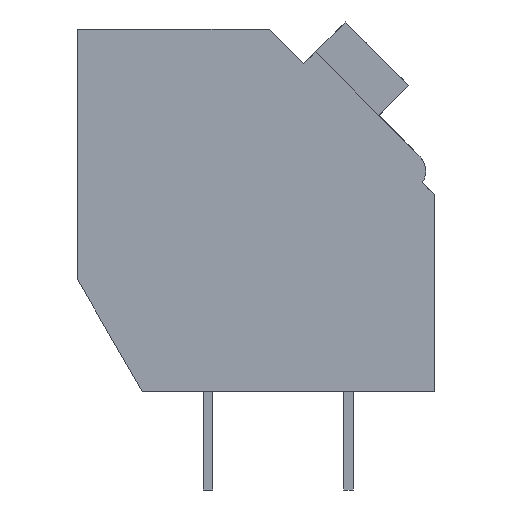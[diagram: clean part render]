
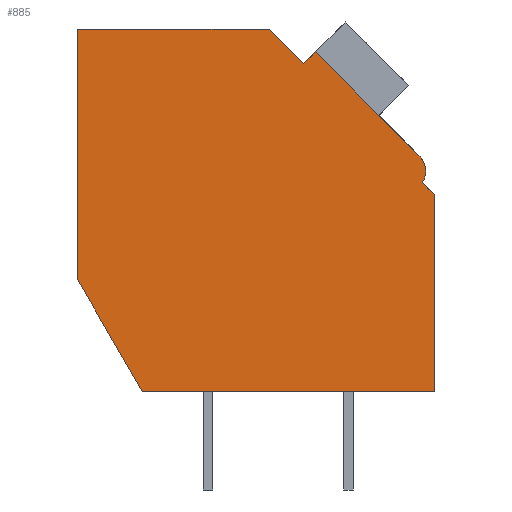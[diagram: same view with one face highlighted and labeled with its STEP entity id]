
A CAD part, left-side view. The second image highlights one B-rep face of the part: STEP entity #885.
In plain terms, the highlighted planar face has unit normal (-1, 0, 0).
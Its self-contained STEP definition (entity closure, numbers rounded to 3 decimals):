
#817=AXIS2_PLACEMENT_3D('Plane Axis2P3D',#814,#815,#816) ;
#828=AXIS2_PLACEMENT_3D('Circle Axis2P3D',#826,#827,$) ;
#49=CARTESIAN_POINT('Vertex',(0.,0.,3.5)) ;
#52=CARTESIAN_POINT('Line Origine',(0.,5.199,3.5)) ;
#56=CARTESIAN_POINT('Vertex',(0.,10.399,3.5)) ;
#135=CARTESIAN_POINT('Vertex',(0.,0.,10.518)) ;
#140=CARTESIAN_POINT('Line Origine',(0.,0.,7.009)) ;
#814=CARTESIAN_POINT('Axis2P3D Location',(0.,12.7,0.)) ;
#819=CARTESIAN_POINT('Line Origine',(0.,0.212,10.731)) ;
#823=CARTESIAN_POINT('Vertex',(0.,0.424,10.943)) ;
#826=CARTESIAN_POINT('Axis2P3D Location',(0.,1.113,11.349)) ;
#830=CARTESIAN_POINT('Vertex',(0.,0.548,11.915)) ;
#833=CARTESIAN_POINT('Line Origine',(0.,2.391,13.758)) ;
#837=CARTESIAN_POINT('Vertex',(0.,4.234,15.601)) ;
#840=CARTESIAN_POINT('Line Origine',(0.,4.446,15.389)) ;
#844=CARTESIAN_POINT('Vertex',(0.,4.659,15.177)) ;
#847=CARTESIAN_POINT('Line Origine',(0.,5.27,15.788)) ;
#851=CARTESIAN_POINT('Vertex',(0.,5.882,16.4)) ;
#854=CARTESIAN_POINT('Line Origine',(0.,9.291,16.4)) ;
#858=CARTESIAN_POINT('Vertex',(0.,12.7,16.4)) ;
#861=CARTESIAN_POINT('Line Origine',(0.,12.7,11.943)) ;
#865=CARTESIAN_POINT('Vertex',(0.,12.7,7.485)) ;
#868=CARTESIAN_POINT('Line Origine',(0.,11.55,5.493)) ;
#53=DIRECTION('Vector Direction',(0.,-1.,0.)) ;
#141=DIRECTION('Vector Direction',(0.,0.,1.)) ;
#815=DIRECTION('Axis2P3D Direction',(-1.,0.,0.)) ;
#816=DIRECTION('Axis2P3D XDirection',(0.,-1.,0.)) ;
#820=DIRECTION('Vector Direction',(0.,0.707,0.707)) ;
#827=DIRECTION('Axis2P3D Direction',(-1.,0.,0.)) ;
#834=DIRECTION('Vector Direction',(0.,-0.707,-0.707)) ;
#841=DIRECTION('Vector Direction',(0.,-0.707,0.707)) ;
#848=DIRECTION('Vector Direction',(0.,0.707,0.707)) ;
#855=DIRECTION('Vector Direction',(0.,-1.,0.)) ;
#862=DIRECTION('Vector Direction',(0.,0.,-1.)) ;
#869=DIRECTION('Vector Direction',(0.,-0.5,-0.866)) ;
#54=VECTOR('Line Direction',#53,1.) ;
#142=VECTOR('Line Direction',#141,1.) ;
#821=VECTOR('Line Direction',#820,1.) ;
#835=VECTOR('Line Direction',#834,1.) ;
#842=VECTOR('Line Direction',#841,1.) ;
#849=VECTOR('Line Direction',#848,1.) ;
#856=VECTOR('Line Direction',#855,1.) ;
#863=VECTOR('Line Direction',#862,1.) ;
#870=VECTOR('Line Direction',#869,1.) ;
#874=ORIENTED_EDGE('',*,*,#58,.T.) ;
#875=ORIENTED_EDGE('',*,*,#144,.T.) ;
#876=ORIENTED_EDGE('',*,*,#825,.T.) ;
#877=ORIENTED_EDGE('',*,*,#832,.T.) ;
#878=ORIENTED_EDGE('',*,*,#839,.T.) ;
#879=ORIENTED_EDGE('',*,*,#846,.T.) ;
#880=ORIENTED_EDGE('',*,*,#853,.T.) ;
#881=ORIENTED_EDGE('',*,*,#860,.T.) ;
#882=ORIENTED_EDGE('',*,*,#867,.T.) ;
#883=ORIENTED_EDGE('',*,*,#872,.T.) ;
#885=ADVANCED_FACE('HOUSING',(#884),#818,.T.) ;
#829=CIRCLE('generated circle',#828,0.8) ;
#58=EDGE_CURVE('',#57,#50,#55,.T.) ;
#144=EDGE_CURVE('',#50,#136,#143,.T.) ;
#825=EDGE_CURVE('',#136,#824,#822,.T.) ;
#832=EDGE_CURVE('',#824,#831,#829,.T.) ;
#839=EDGE_CURVE('',#831,#838,#836,.F.) ;
#846=EDGE_CURVE('',#838,#845,#843,.F.) ;
#853=EDGE_CURVE('',#845,#852,#850,.T.) ;
#860=EDGE_CURVE('',#852,#859,#857,.F.) ;
#867=EDGE_CURVE('',#859,#866,#864,.T.) ;
#872=EDGE_CURVE('',#866,#57,#871,.T.) ;
#873=EDGE_LOOP('',(#874,#875,#876,#877,#878,#879,#880,#881,#882,#883)) ;
#884=FACE_OUTER_BOUND('',#873,.T.) ;
#55=LINE('Line',#52,#54) ;
#143=LINE('Line',#140,#142) ;
#822=LINE('Line',#819,#821) ;
#836=LINE('Line',#833,#835) ;
#843=LINE('Line',#840,#842) ;
#850=LINE('Line',#847,#849) ;
#857=LINE('Line',#854,#856) ;
#864=LINE('Line',#861,#863) ;
#871=LINE('Line',#868,#870) ;
#818=PLANE('',#817) ;
#50=VERTEX_POINT('',#49) ;
#57=VERTEX_POINT('',#56) ;
#136=VERTEX_POINT('',#135) ;
#824=VERTEX_POINT('',#823) ;
#831=VERTEX_POINT('',#830) ;
#838=VERTEX_POINT('',#837) ;
#845=VERTEX_POINT('',#844) ;
#852=VERTEX_POINT('',#851) ;
#859=VERTEX_POINT('',#858) ;
#866=VERTEX_POINT('',#865) ;
